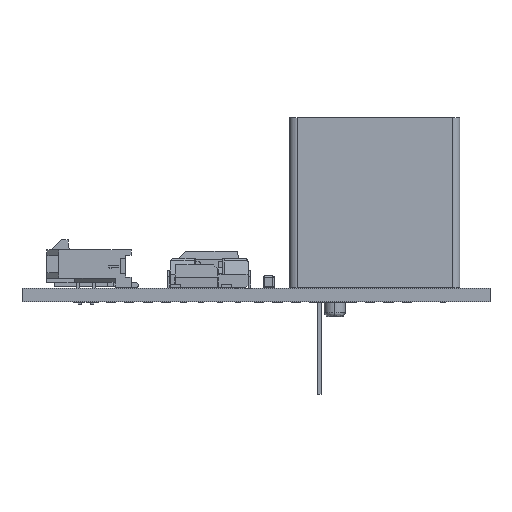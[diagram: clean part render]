
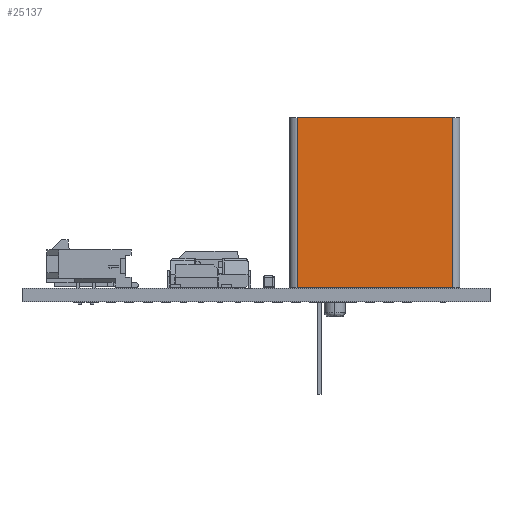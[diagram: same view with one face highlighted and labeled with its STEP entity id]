
A CAD part, front view. The second image highlights one B-rep face of the part: STEP entity #25137.
In plain terms, the highlighted face is planar.
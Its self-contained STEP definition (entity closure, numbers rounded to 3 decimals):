
#23833 = VERTEX_POINT('',#23834);
#23834 = CARTESIAN_POINT('',(17.5,-6.125,20.));
#23841 = EDGE_CURVE('',#23833,#23842,#23844,.T.);
#23842 = VERTEX_POINT('',#23843);
#23843 = CARTESIAN_POINT('',(17.5,12.125,20.));
#23844 = LINE('',#23845,#23846);
#23845 = CARTESIAN_POINT('',(17.5,-3.267,20.));
#23846 = VECTOR('',#23847,1.);
#23847 = DIRECTION('',(-0.,1.,0.));
#24333 = VERTEX_POINT('',#24334);
#24334 = CARTESIAN_POINT('',(17.5,12.125,0.));
#24341 = EDGE_CURVE('',#24342,#24333,#24344,.T.);
#24342 = VERTEX_POINT('',#24343);
#24343 = CARTESIAN_POINT('',(17.5,-6.125,0.));
#24344 = LINE('',#24345,#24346);
#24345 = CARTESIAN_POINT('',(17.5,-3.267,0.));
#24346 = VECTOR('',#24347,1.);
#24347 = DIRECTION('',(-0.,1.,0.));
#25127 = EDGE_CURVE('',#23842,#24333,#25128,.T.);
#25128 = LINE('',#25129,#25130);
#25129 = CARTESIAN_POINT('',(17.5,12.125,0.));
#25130 = VECTOR('',#25131,1.);
#25131 = DIRECTION('',(-0.,-0.,-1.));
#25137 = ADVANCED_FACE('',(#25138),#25149,.T.);
#25138 = FACE_BOUND('',#25139,.T.);
#25139 = EDGE_LOOP('',(#25140,#25146,#25147,#25148));
#25140 = ORIENTED_EDGE('',*,*,#25141,.T.);
#25141 = EDGE_CURVE('',#23833,#24342,#25142,.T.);
#25142 = LINE('',#25143,#25144);
#25143 = CARTESIAN_POINT('',(17.5,-6.125,0.));
#25144 = VECTOR('',#25145,1.);
#25145 = DIRECTION('',(0.,-0.,-1.));
#25146 = ORIENTED_EDGE('',*,*,#24341,.T.);
#25147 = ORIENTED_EDGE('',*,*,#25127,.F.);
#25148 = ORIENTED_EDGE('',*,*,#23841,.F.);
#25149 = PLANE('',#25150);
#25150 = AXIS2_PLACEMENT_3D('',#25151,#25152,#25153);
#25151 = CARTESIAN_POINT('',(17.5,-7.,0.));
#25152 = DIRECTION('',(1.,0.,0.));
#25153 = DIRECTION('',(0.,1.,0.));
